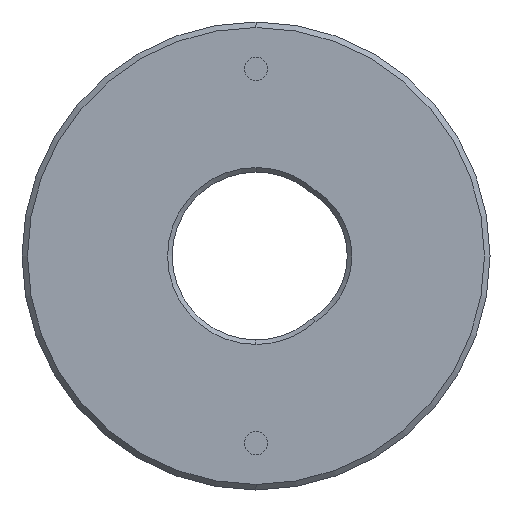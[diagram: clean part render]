
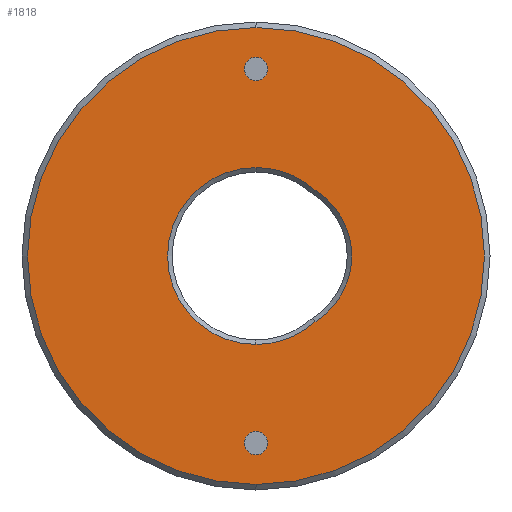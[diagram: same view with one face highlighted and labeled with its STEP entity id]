
A CAD part, left-side view. The second image highlights one B-rep face of the part: STEP entity #1818.
In plain terms, the highlighted planar face has unit normal (-1, 0, 0).
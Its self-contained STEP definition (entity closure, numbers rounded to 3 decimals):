
#25 = AXIS2_PLACEMENT_3D ( 'NONE', #2095, #1268, #4205 ) ;
#64 = VERTEX_POINT ( 'NONE', #2601 ) ;
#145 = CARTESIAN_POINT ( 'NONE',  ( 0., 0., 10.785 ) ) ;
#165 = CARTESIAN_POINT ( 'NONE',  ( 0., 0., 0. ) ) ;
#348 = CARTESIAN_POINT ( 'NONE',  ( 0., 0., -10.785 ) ) ;
#367 = DIRECTION ( 'NONE',  ( 1., 0., 0. ) ) ;
#516 = CARTESIAN_POINT ( 'NONE',  ( 0., 0., -9.515 ) ) ;
#621 = DIRECTION ( 'NONE',  ( 0., 0., -1. ) ) ;
#724 = EDGE_CURVE ( 'NONE', #1031, #2823, #3619, .T. ) ;
#757 = DIRECTION ( 'NONE',  ( 0., 0., -1. ) ) ;
#785 = AXIS2_PLACEMENT_3D ( 'NONE', #2786, #4666, #1324 ) ;
#788 = AXIS2_PLACEMENT_3D ( 'NONE', #3590, #3165, #4645 ) ;
#864 = CIRCLE ( 'NONE', #2068, 0.635 ) ;
#904 = EDGE_CURVE ( 'NONE', #2823, #1031, #864, .T. ) ;
#935 = CIRCLE ( 'NONE', #2128, 4.8 ) ;
#938 = DIRECTION ( 'NONE',  ( 0., 0., -1. ) ) ;
#1031 = VERTEX_POINT ( 'NONE', #4651 ) ;
#1058 = VERTEX_POINT ( 'NONE', #2818 ) ;
#1072 = CARTESIAN_POINT ( 'NONE',  ( 0., 0., -10.15 ) ) ;
#1097 = VERTEX_POINT ( 'NONE', #3097 ) ;
#1142 = FACE_BOUND ( 'NONE', #3551, .T. ) ;
#1156 = FACE_OUTER_BOUND ( 'NONE', #4326, .T. ) ;
#1179 = DIRECTION ( 'NONE',  ( -1., 0., 0. ) ) ;
#1254 = DIRECTION ( 'NONE',  ( -1., 0., 0. ) ) ;
#1268 = DIRECTION ( 'NONE',  ( 1., 0., 0. ) ) ;
#1294 = EDGE_CURVE ( 'NONE', #2027, #1097, #4697, .T. ) ;
#1307 = DIRECTION ( 'NONE',  ( -1., 0., 0. ) ) ;
#1312 = CIRCLE ( 'NONE', #785, 12.4 ) ;
#1324 = DIRECTION ( 'NONE',  ( 0., 0., -1. ) ) ;
#1355 = EDGE_CURVE ( 'NONE', #1097, #4123, #1841, .T. ) ;
#1374 = AXIS2_PLACEMENT_3D ( 'NONE', #3527, #3894, #621 ) ;
#1379 = ORIENTED_EDGE ( 'NONE', *, *, #724, .F. ) ;
#1381 = CIRCLE ( 'NONE', #3135, 0.635 ) ;
#1396 = DIRECTION ( 'NONE',  ( -1., 0., 0. ) ) ;
#1455 = AXIS2_PLACEMENT_3D ( 'NONE', #4469, #1179, #2636 ) ;
#1463 = EDGE_LOOP ( 'NONE', ( #3214, #4367, #2175, #4290 ) ) ;
#1562 = CARTESIAN_POINT ( 'NONE',  ( 0., 0., 10.15 ) ) ;
#1818 = ADVANCED_FACE ( 'NONE', ( #1142, #4078, #3711, #1156 ), #3270, .F. ) ;
#1841 = CIRCLE ( 'NONE', #25, 4.8 ) ;
#1940 = EDGE_CURVE ( 'NONE', #4123, #1058, #935, .T. ) ;
#2027 = VERTEX_POINT ( 'NONE', #3066 ) ;
#2068 = AXIS2_PLACEMENT_3D ( 'NONE', #1562, #3051, #2975 ) ;
#2095 = CARTESIAN_POINT ( 'NONE',  ( 0., 0., 0. ) ) ;
#2128 = AXIS2_PLACEMENT_3D ( 'NONE', #3240, #3326, #2732 ) ;
#2134 = CIRCLE ( 'NONE', #3469, 12.4 ) ;
#2175 = ORIENTED_EDGE ( 'NONE', *, *, #2638, .T. ) ;
#2197 = ORIENTED_EDGE ( 'NONE', *, *, #3655, .F. ) ;
#2365 = AXIS2_PLACEMENT_3D ( 'NONE', #3496, #1254, #4518 ) ;
#2462 = ORIENTED_EDGE ( 'NONE', *, *, #3291, .F. ) ;
#2518 = DIRECTION ( 'NONE',  ( 0., 0., 1. ) ) ;
#2545 = CARTESIAN_POINT ( 'NONE',  ( 0., 0., 0. ) ) ;
#2601 = CARTESIAN_POINT ( 'NONE',  ( 0., 0., 12.4 ) ) ;
#2636 = DIRECTION ( 'NONE',  ( 0., 0., -1. ) ) ;
#2638 = EDGE_CURVE ( 'NONE', #1058, #2027, #4067, .T. ) ;
#2725 = VERTEX_POINT ( 'NONE', #3957 ) ;
#2732 = DIRECTION ( 'NONE',  ( 0., 0., -1. ) ) ;
#2786 = CARTESIAN_POINT ( 'NONE',  ( 0., 0., 0. ) ) ;
#2797 = EDGE_CURVE ( 'NONE', #64, #2725, #2134, .T. ) ;
#2818 = CARTESIAN_POINT ( 'NONE',  ( 0., 0., 4.8 ) ) ;
#2823 = VERTEX_POINT ( 'NONE', #145 ) ;
#2878 = EDGE_LOOP ( 'NONE', ( #2197, #2462 ) ) ;
#2975 = DIRECTION ( 'NONE',  ( 0., 0., -1. ) ) ;
#3051 = DIRECTION ( 'NONE',  ( -1., 0., 0. ) ) ;
#3066 = CARTESIAN_POINT ( 'NONE',  ( 0., -3.2, 3.578 ) ) ;
#3097 = CARTESIAN_POINT ( 'NONE',  ( 0., -3.2, -3.578 ) ) ;
#3135 = AXIS2_PLACEMENT_3D ( 'NONE', #1072, #1396, #2518 ) ;
#3165 = DIRECTION ( 'NONE',  ( 1., 0., 0. ) ) ;
#3214 = ORIENTED_EDGE ( 'NONE', *, *, #1355, .T. ) ;
#3240 = CARTESIAN_POINT ( 'NONE',  ( 0., 0., 0. ) ) ;
#3253 = ORIENTED_EDGE ( 'NONE', *, *, #2797, .T. ) ;
#3270 = PLANE ( 'NONE',  #4227 ) ;
#3291 = EDGE_CURVE ( 'NONE', #4658, #3684, #1381, .T. ) ;
#3326 = DIRECTION ( 'NONE',  ( 1., 0., 0. ) ) ;
#3469 = AXIS2_PLACEMENT_3D ( 'NONE', #165, #1307, #938 ) ;
#3496 = CARTESIAN_POINT ( 'NONE',  ( 0., 0., -10.15 ) ) ;
#3527 = CARTESIAN_POINT ( 'NONE',  ( 0., 0., 0. ) ) ;
#3551 = EDGE_LOOP ( 'NONE', ( #3741, #1379 ) ) ;
#3590 = CARTESIAN_POINT ( 'NONE',  ( 0., -1., 0. ) ) ;
#3619 = CIRCLE ( 'NONE', #1455, 0.635 ) ;
#3655 = EDGE_CURVE ( 'NONE', #3684, #4658, #4447, .T. ) ;
#3684 = VERTEX_POINT ( 'NONE', #516 ) ;
#3711 = FACE_BOUND ( 'NONE', #1463, .T. ) ;
#3741 = ORIENTED_EDGE ( 'NONE', *, *, #904, .F. ) ;
#3894 = DIRECTION ( 'NONE',  ( 1., 0., 0. ) ) ;
#3951 = CARTESIAN_POINT ( 'NONE',  ( 0., 0., -4.8 ) ) ;
#3952 = EDGE_CURVE ( 'NONE', #2725, #64, #1312, .T. ) ;
#3957 = CARTESIAN_POINT ( 'NONE',  ( 0., 0., -12.4 ) ) ;
#4067 = CIRCLE ( 'NONE', #1374, 4.8 ) ;
#4078 = FACE_BOUND ( 'NONE', #2878, .T. ) ;
#4123 = VERTEX_POINT ( 'NONE', #3951 ) ;
#4205 = DIRECTION ( 'NONE',  ( 0., 0., -1. ) ) ;
#4227 = AXIS2_PLACEMENT_3D ( 'NONE', #2545, #367, #757 ) ;
#4238 = ORIENTED_EDGE ( 'NONE', *, *, #3952, .T. ) ;
#4290 = ORIENTED_EDGE ( 'NONE', *, *, #1294, .T. ) ;
#4326 = EDGE_LOOP ( 'NONE', ( #4238, #3253 ) ) ;
#4367 = ORIENTED_EDGE ( 'NONE', *, *, #1940, .T. ) ;
#4447 = CIRCLE ( 'NONE', #2365, 0.635 ) ;
#4469 = CARTESIAN_POINT ( 'NONE',  ( 0., 0., 10.15 ) ) ;
#4518 = DIRECTION ( 'NONE',  ( 0., 0., 1. ) ) ;
#4645 = DIRECTION ( 'NONE',  ( 0., 0., -1. ) ) ;
#4651 = CARTESIAN_POINT ( 'NONE',  ( 0., 0., 9.515 ) ) ;
#4658 = VERTEX_POINT ( 'NONE', #348 ) ;
#4666 = DIRECTION ( 'NONE',  ( -1., 0., 0. ) ) ;
#4697 = CIRCLE ( 'NONE', #788, 4.2 ) ;
